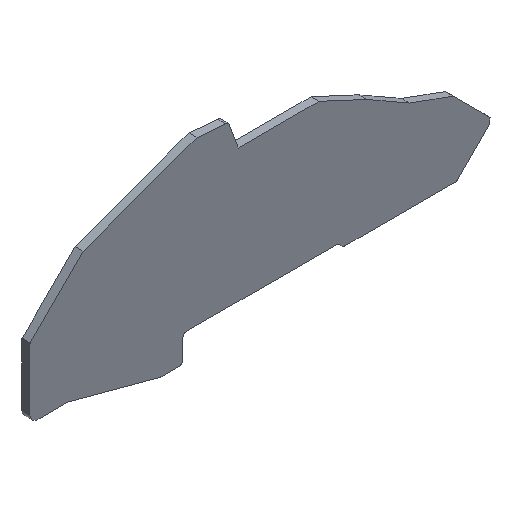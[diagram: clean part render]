
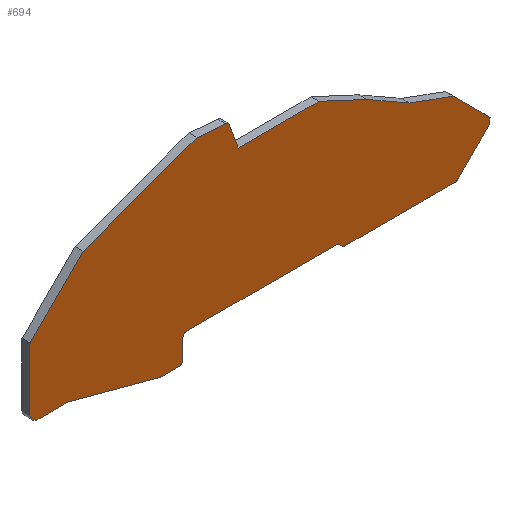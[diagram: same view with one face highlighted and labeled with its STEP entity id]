
A CAD part, isometric view. The second image highlights one B-rep face of the part: STEP entity #694.
In plain terms, the highlighted planar face has unit normal (0, -1, 0).
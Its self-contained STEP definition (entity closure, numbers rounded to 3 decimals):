
#40=LINE('',#1021,#108);
#41=LINE('',#1025,#109);
#42=LINE('',#1027,#110);
#43=LINE('',#1031,#111);
#44=LINE('',#1035,#112);
#45=LINE('',#1039,#113);
#46=LINE('',#1043,#114);
#47=LINE('',#1047,#115);
#48=LINE('',#1051,#116);
#49=LINE('',#1055,#117);
#50=LINE('',#1059,#118);
#51=LINE('',#1061,#119);
#52=LINE('',#1063,#120);
#53=LINE('',#1065,#121);
#54=LINE('',#1067,#122);
#55=LINE('',#1069,#123);
#56=LINE('',#1073,#124);
#57=LINE('',#1075,#125);
#58=LINE('',#1077,#126);
#108=VECTOR('',#820,1000.);
#109=VECTOR('',#823,1000.);
#110=VECTOR('',#824,1000.);
#111=VECTOR('',#827,1000.);
#112=VECTOR('',#830,1000.);
#113=VECTOR('',#833,1000.);
#114=VECTOR('',#836,1000.);
#115=VECTOR('',#839,1000.);
#116=VECTOR('',#842,1000.);
#117=VECTOR('',#845,1000.);
#118=VECTOR('',#848,1000.);
#119=VECTOR('',#849,1000.);
#120=VECTOR('',#850,1000.);
#121=VECTOR('',#851,1000.);
#122=VECTOR('',#852,1000.);
#123=VECTOR('',#853,1000.);
#124=VECTOR('',#856,1000.);
#125=VECTOR('',#857,1000.);
#126=VECTOR('',#858,1000.);
#176=ORIENTED_EDGE('',*,*,#374,.F.);
#177=ORIENTED_EDGE('',*,*,#375,.F.);
#178=ORIENTED_EDGE('',*,*,#376,.F.);
#179=ORIENTED_EDGE('',*,*,#377,.F.);
#180=ORIENTED_EDGE('',*,*,#378,.F.);
#181=ORIENTED_EDGE('',*,*,#379,.F.);
#182=ORIENTED_EDGE('',*,*,#380,.F.);
#183=ORIENTED_EDGE('',*,*,#381,.F.);
#184=ORIENTED_EDGE('',*,*,#382,.F.);
#185=ORIENTED_EDGE('',*,*,#383,.F.);
#186=ORIENTED_EDGE('',*,*,#384,.F.);
#187=ORIENTED_EDGE('',*,*,#385,.F.);
#188=ORIENTED_EDGE('',*,*,#386,.F.);
#189=ORIENTED_EDGE('',*,*,#387,.F.);
#190=ORIENTED_EDGE('',*,*,#388,.F.);
#191=ORIENTED_EDGE('',*,*,#389,.F.);
#192=ORIENTED_EDGE('',*,*,#390,.F.);
#193=ORIENTED_EDGE('',*,*,#391,.F.);
#194=ORIENTED_EDGE('',*,*,#392,.F.);
#195=ORIENTED_EDGE('',*,*,#393,.F.);
#196=ORIENTED_EDGE('',*,*,#394,.F.);
#197=ORIENTED_EDGE('',*,*,#395,.F.);
#198=ORIENTED_EDGE('',*,*,#396,.F.);
#199=ORIENTED_EDGE('',*,*,#397,.F.);
#200=ORIENTED_EDGE('',*,*,#398,.F.);
#201=ORIENTED_EDGE('',*,*,#399,.F.);
#202=ORIENTED_EDGE('',*,*,#400,.F.);
#203=ORIENTED_EDGE('',*,*,#401,.F.);
#204=ORIENTED_EDGE('',*,*,#402,.F.);
#205=ORIENTED_EDGE('',*,*,#403,.F.);
#374=EDGE_CURVE('',#473,#474,#542,.T.);
#375=EDGE_CURVE('',#475,#473,#40,.T.);
#376=EDGE_CURVE('',#476,#475,#543,.T.);
#377=EDGE_CURVE('',#477,#476,#41,.T.);
#378=EDGE_CURVE('',#478,#477,#42,.T.);
#379=EDGE_CURVE('',#479,#478,#544,.T.);
#380=EDGE_CURVE('',#480,#479,#43,.T.);
#381=EDGE_CURVE('',#481,#480,#545,.T.);
#382=EDGE_CURVE('',#482,#481,#44,.T.);
#383=EDGE_CURVE('',#483,#482,#546,.T.);
#384=EDGE_CURVE('',#484,#483,#45,.T.);
#385=EDGE_CURVE('',#485,#484,#547,.T.);
#386=EDGE_CURVE('',#486,#485,#46,.T.);
#387=EDGE_CURVE('',#487,#486,#548,.T.);
#388=EDGE_CURVE('',#488,#487,#47,.T.);
#389=EDGE_CURVE('',#489,#488,#549,.T.);
#390=EDGE_CURVE('',#490,#489,#48,.T.);
#391=EDGE_CURVE('',#491,#490,#550,.T.);
#392=EDGE_CURVE('',#492,#491,#49,.T.);
#393=EDGE_CURVE('',#493,#492,#551,.T.);
#394=EDGE_CURVE('',#494,#493,#50,.T.);
#395=EDGE_CURVE('',#495,#494,#51,.T.);
#396=EDGE_CURVE('',#496,#495,#52,.T.);
#397=EDGE_CURVE('',#497,#496,#53,.T.);
#398=EDGE_CURVE('',#498,#497,#54,.T.);
#399=EDGE_CURVE('',#499,#498,#55,.T.);
#400=EDGE_CURVE('',#500,#499,#552,.T.);
#401=EDGE_CURVE('',#501,#500,#56,.T.);
#402=EDGE_CURVE('',#502,#501,#57,.T.);
#403=EDGE_CURVE('',#474,#502,#58,.T.);
#473=VERTEX_POINT('',#1019);
#474=VERTEX_POINT('',#1020);
#475=VERTEX_POINT('',#1022);
#476=VERTEX_POINT('',#1024);
#477=VERTEX_POINT('',#1026);
#478=VERTEX_POINT('',#1028);
#479=VERTEX_POINT('',#1030);
#480=VERTEX_POINT('',#1032);
#481=VERTEX_POINT('',#1034);
#482=VERTEX_POINT('',#1036);
#483=VERTEX_POINT('',#1038);
#484=VERTEX_POINT('',#1040);
#485=VERTEX_POINT('',#1042);
#486=VERTEX_POINT('',#1044);
#487=VERTEX_POINT('',#1046);
#488=VERTEX_POINT('',#1048);
#489=VERTEX_POINT('',#1050);
#490=VERTEX_POINT('',#1052);
#491=VERTEX_POINT('',#1054);
#492=VERTEX_POINT('',#1056);
#493=VERTEX_POINT('',#1058);
#494=VERTEX_POINT('',#1060);
#495=VERTEX_POINT('',#1062);
#496=VERTEX_POINT('',#1064);
#497=VERTEX_POINT('',#1066);
#498=VERTEX_POINT('',#1068);
#499=VERTEX_POINT('',#1070);
#500=VERTEX_POINT('',#1072);
#501=VERTEX_POINT('',#1074);
#502=VERTEX_POINT('',#1076);
#542=CIRCLE('',#749,0.2);
#543=CIRCLE('',#750,2.);
#544=CIRCLE('',#751,2.);
#545=CIRCLE('',#752,1.);
#546=CIRCLE('',#753,1.);
#547=CIRCLE('',#754,1.);
#548=CIRCLE('',#755,1.);
#549=CIRCLE('',#756,1.);
#550=CIRCLE('',#757,1.);
#551=CIRCLE('',#758,0.2);
#552=CIRCLE('',#759,0.8);
#570=EDGE_LOOP('',(#176,#177,#178,#179,#180,#181,#182,#183,#184,#185,#186,
#187,#188,#189,#190,#191,#192,#193,#194,#195,#196,#197,#198,#199,#200,#201,
#202,#203,#204,#205));
#620=FACE_BOUND('',#570,.T.);
#670=PLANE('',#748);
#694=ADVANCED_FACE('',(#620),#670,.T.);
#748=AXIS2_PLACEMENT_3D('',#1017,#816,#817);
#749=AXIS2_PLACEMENT_3D('',#1018,#818,#819);
#750=AXIS2_PLACEMENT_3D('',#1023,#821,#822);
#751=AXIS2_PLACEMENT_3D('',#1029,#825,#826);
#752=AXIS2_PLACEMENT_3D('',#1033,#828,#829);
#753=AXIS2_PLACEMENT_3D('',#1037,#831,#832);
#754=AXIS2_PLACEMENT_3D('',#1041,#834,#835);
#755=AXIS2_PLACEMENT_3D('',#1045,#837,#838);
#756=AXIS2_PLACEMENT_3D('',#1049,#840,#841);
#757=AXIS2_PLACEMENT_3D('',#1053,#843,#844);
#758=AXIS2_PLACEMENT_3D('',#1057,#846,#847);
#759=AXIS2_PLACEMENT_3D('',#1071,#854,#855);
#816=DIRECTION('',(0.,-1.,0.));
#817=DIRECTION('',(0.,0.,-1.));
#818=DIRECTION('',(0.,1.,0.));
#819=DIRECTION('',(0.,0.,1.));
#820=DIRECTION('',(0.,0.,1.));
#821=DIRECTION('',(0.,1.,0.));
#822=DIRECTION('',(0.,0.,1.));
#823=DIRECTION('',(-1.,0.,0.));
#824=DIRECTION('',(-0.966,0.,0.259));
#825=DIRECTION('',(0.,1.,0.));
#826=DIRECTION('',(0.,0.,1.));
#827=DIRECTION('',(-1.,0.,0.));
#828=DIRECTION('',(0.,1.,0.));
#829=DIRECTION('',(0.,0.,1.));
#830=DIRECTION('',(0.,0.,-1.));
#831=DIRECTION('',(0.,-1.,0.));
#832=DIRECTION('',(0.,0.,1.));
#833=DIRECTION('',(-1.,0.,0.));
#834=DIRECTION('',(0.,-1.,0.));
#835=DIRECTION('',(0.,0.,1.));
#836=DIRECTION('',(-0.707,0.,0.707));
#837=DIRECTION('',(0.,1.,0.));
#838=DIRECTION('',(0.,0.,1.));
#839=DIRECTION('',(-1.,0.,0.));
#840=DIRECTION('',(0.,1.,0.));
#841=DIRECTION('',(0.,0.,1.));
#842=DIRECTION('',(-0.707,0.,-0.707));
#843=DIRECTION('',(0.,1.,0.));
#844=DIRECTION('',(0.,0.,1.));
#845=DIRECTION('',(0.,0.,-1.));
#846=DIRECTION('',(0.,1.,0.));
#847=DIRECTION('',(0.,0.,1.));
#848=DIRECTION('',(0.707,0.,-0.707));
#849=DIRECTION('',(0.94,0.,-0.342));
#850=DIRECTION('',(0.868,0.,-0.497));
#851=DIRECTION('',(0.906,0.,-0.423));
#852=DIRECTION('',(1.,0.,0.));
#853=DIRECTION('',(0.342,0.,-0.94));
#854=DIRECTION('',(0.,1.,0.));
#855=DIRECTION('',(0.,0.,1.));
#856=DIRECTION('',(0.996,0.,-0.087));
#857=DIRECTION('',(0.94,0.,0.342));
#858=DIRECTION('',(0.707,0.,0.707));
#1017=CARTESIAN_POINT('',(-55.5,-2.,-15.49));
#1018=CARTESIAN_POINT('',(-57.3,-2.,-0.072));
#1019=CARTESIAN_POINT('',(-57.5,-2.,-0.072));
#1020=CARTESIAN_POINT('',(-57.441,-2.,0.07));
#1021=CARTESIAN_POINT('',(-57.5,-2.,-15.49));
#1022=CARTESIAN_POINT('',(-57.5,-2.,-15.49));
#1023=CARTESIAN_POINT('',(-55.5,-2.,-15.49));
#1024=CARTESIAN_POINT('',(-55.5,-2.,-17.49));
#1025=CARTESIAN_POINT('',(-48.051,-2.,-17.49));
#1026=CARTESIAN_POINT('',(-48.051,-2.,-17.49));
#1027=CARTESIAN_POINT('',(-25.28,-2.,-23.591));
#1028=CARTESIAN_POINT('',(-25.28,-2.,-23.591));
#1029=CARTESIAN_POINT('',(-24.762,-2.,-21.659));
#1030=CARTESIAN_POINT('',(-24.762,-2.,-23.659));
#1031=CARTESIAN_POINT('',(-20.3,-2.,-23.659));
#1032=CARTESIAN_POINT('',(-20.3,-2.,-23.659));
#1033=CARTESIAN_POINT('',(-20.3,-2.,-22.659));
#1034=CARTESIAN_POINT('',(-19.3,-2.,-22.659));
#1035=CARTESIAN_POINT('',(-19.3,-2.,-17.99));
#1036=CARTESIAN_POINT('',(-19.3,-2.,-17.99));
#1037=CARTESIAN_POINT('',(-18.3,-2.,-17.99));
#1038=CARTESIAN_POINT('',(-18.3,-2.,-16.99));
#1039=CARTESIAN_POINT('',(19.086,-2.,-16.99));
#1040=CARTESIAN_POINT('',(19.086,-2.,-16.99));
#1041=CARTESIAN_POINT('',(19.086,-2.,-17.99));
#1042=CARTESIAN_POINT('',(19.793,-2.,-17.283));
#1043=CARTESIAN_POINT('',(20.521,-2.,-18.01));
#1044=CARTESIAN_POINT('',(20.521,-2.,-18.01));
#1045=CARTESIAN_POINT('',(21.228,-2.,-17.303));
#1046=CARTESIAN_POINT('',(21.228,-2.,-18.303));
#1047=CARTESIAN_POINT('',(48.698,-2.,-18.303));
#1048=CARTESIAN_POINT('',(48.698,-2.,-18.303));
#1049=CARTESIAN_POINT('',(48.698,-2.,-17.303));
#1050=CARTESIAN_POINT('',(49.405,-2.,-18.01));
#1051=CARTESIAN_POINT('',(57.207,-2.,-10.208));
#1052=CARTESIAN_POINT('',(57.207,-2.,-10.208));
#1053=CARTESIAN_POINT('',(56.5,-2.,-9.501));
#1054=CARTESIAN_POINT('',(57.5,-2.,-9.501));
#1055=CARTESIAN_POINT('',(57.5,-2.,-8.678));
#1056=CARTESIAN_POINT('',(57.5,-2.,-8.678));
#1057=CARTESIAN_POINT('',(57.3,-2.,-8.678));
#1058=CARTESIAN_POINT('',(57.441,-2.,-8.537));
#1059=CARTESIAN_POINT('',(48.333,-2.,0.571));
#1060=CARTESIAN_POINT('',(48.333,-2.,0.571));
#1061=CARTESIAN_POINT('',(37.383,-2.,4.557));
#1062=CARTESIAN_POINT('',(37.383,-2.,4.557));
#1063=CARTESIAN_POINT('',(26.68,-2.,10.686));
#1064=CARTESIAN_POINT('',(26.68,-2.,10.686));
#1065=CARTESIAN_POINT('',(14.773,-2.,16.238));
#1066=CARTESIAN_POINT('',(14.773,-2.,16.238));
#1067=CARTESIAN_POINT('',(-5.447,-2.,16.238));
#1068=CARTESIAN_POINT('',(-5.447,-2.,16.238));
#1069=CARTESIAN_POINT('',(-7.732,-2.,22.516));
#1070=CARTESIAN_POINT('',(-7.732,-2.,22.516));
#1071=CARTESIAN_POINT('',(-8.484,-2.,22.242));
#1072=CARTESIAN_POINT('',(-8.595,-2.,23.034));
#1073=CARTESIAN_POINT('',(-15.739,-2.,23.659));
#1074=CARTESIAN_POINT('',(-15.739,-2.,23.659));
#1075=CARTESIAN_POINT('',(-44.217,-2.,13.294));
#1076=CARTESIAN_POINT('',(-44.217,-2.,13.294));
#1077=CARTESIAN_POINT('',(-57.441,-2.,0.07));
